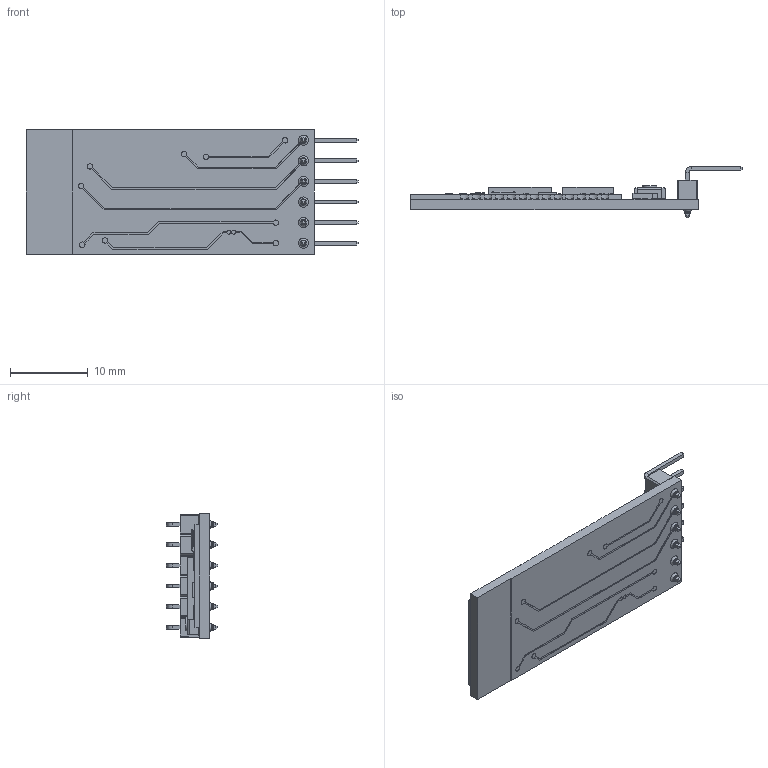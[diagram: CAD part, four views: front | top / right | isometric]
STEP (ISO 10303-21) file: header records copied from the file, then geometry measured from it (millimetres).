
FILE_DESCRIPTION(/* description */ (''),/* implementation_level */ '2;1');
FILE_NAME(/* name */ 'HC05.stp',/* time_stamp */ '2020-04-26T10:31:16+07:00',/* author */ ('Trung'),/* organization */ (''),/* preprocessor_version */ 'ST-DEVELOPER v16.13',/* originating_system */ 'Autodesk Inventor 2018',/* authorisation */ '');
FILE_SCHEMA (('AUTOMOTIVE_DESIGN { 1 0 10303 214 3 1 1 }'));
Length unit declared in the file: millimetre
Products named in the file (1): Part1
Bounding box: 42.58 x 6.55 x 16 mm (x, y, z)
Volume: 1252 mm3; surface area: 1761.1 mm2
Topology: 1 solids, 1 shells, 923 faces, 2358 edges, 1493 vertices
Faces by surface type: plane 771, cylinder 106, bspline 34, torus 12
Full cylindrical faces by diameter (mm): 0.803 x6, 1.8 x1
Entity records: 34307 total; most frequent: CARTESIAN_POINT 11465, ORIENTED_EDGE 4666, DIRECTION 4142, EDGE_CURVE 2333, LINE 1936, VECTOR 1936, VERTEX_POINT 1484, AXIS2_PLACEMENT_3D 1103
